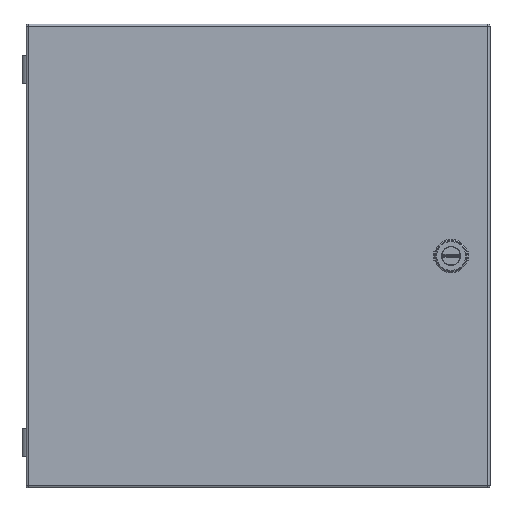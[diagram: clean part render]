
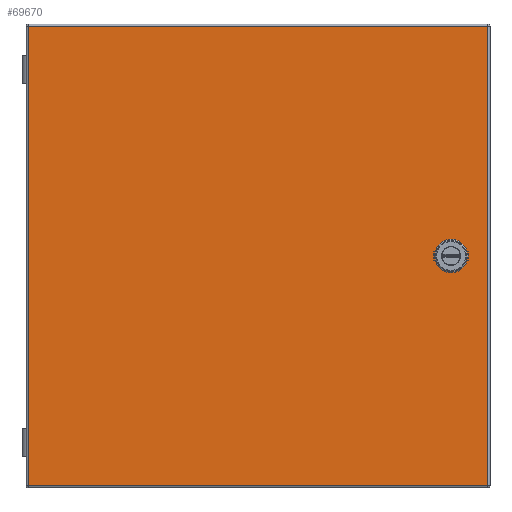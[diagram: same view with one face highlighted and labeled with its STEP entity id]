
A CAD part, top view. The second image highlights one B-rep face of the part: STEP entity #69670.
In plain terms, the highlighted planar face has unit normal (0, 0, 1).
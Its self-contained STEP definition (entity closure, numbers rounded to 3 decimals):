
#4636=FACE_BOUND('',#11974,.T.);
#5354=PLANE('',#74494);
#7783=FACE_OUTER_BOUND('',#11973,.T.);
#11973=EDGE_LOOP('',(#51917,#51918,#51919,#51920));
#11974=EDGE_LOOP('',(#51921,#51922,#51923,#51924,#51925,#51926,#51927,#51928,
#51929,#51930));
#16880=LINE('',#98947,#23688);
#16885=LINE('',#98961,#23693);
#16890=LINE('',#98970,#23698);
#16900=LINE('',#98999,#23708);
#16903=LINE('',#99006,#23711);
#16905=LINE('',#99012,#23713);
#16939=LINE('',#99148,#23747);
#16940=LINE('',#99150,#23748);
#16941=LINE('',#99152,#23749);
#16954=LINE('',#99186,#23762);
#23688=VECTOR('',#82029,0.394);
#23693=VECTOR('',#82042,0.394);
#23698=VECTOR('',#82049,0.394);
#23708=VECTOR('',#82073,0.394);
#23711=VECTOR('',#82082,0.394);
#23713=VECTOR('',#82090,0.394);
#23747=VECTOR('',#82232,0.394);
#23748=VECTOR('',#82235,0.394);
#23749=VECTOR('',#82238,0.394);
#23762=VECTOR('',#82277,0.394);
#29583=CIRCLE('',#74403,0.492);
#29588=CIRCLE('',#74412,0.443);
#29589=CIRCLE('',#74415,0.443);
#29590=CIRCLE('',#74418,0.443);
#31989=VERTEX_POINT('',#98945);
#31990=VERTEX_POINT('',#98946);
#31993=VERTEX_POINT('',#98954);
#31995=VERTEX_POINT('',#98960);
#31998=VERTEX_POINT('',#98968);
#32008=VERTEX_POINT('',#98992);
#32009=VERTEX_POINT('',#98994);
#32010=VERTEX_POINT('',#98998);
#32011=VERTEX_POINT('',#99004);
#32012=VERTEX_POINT('',#99008);
#32014=VERTEX_POINT('',#99015);
#32019=VERTEX_POINT('',#99028);
#32024=VERTEX_POINT('',#99041);
#32029=VERTEX_POINT('',#99054);
#39329=EDGE_CURVE('',#31989,#31990,#16880,.T.);
#39333=EDGE_CURVE('',#31993,#31989,#29583,.T.);
#39336=EDGE_CURVE('',#31995,#31993,#16885,.T.);
#39341=EDGE_CURVE('',#31990,#31998,#16890,.T.);
#39353=EDGE_CURVE('',#32009,#32008,#29588,.T.);
#39355=EDGE_CURVE('',#32010,#32009,#16900,.T.);
#39357=EDGE_CURVE('',#31998,#32010,#29589,.T.);
#39359=EDGE_CURVE('',#32008,#32011,#16903,.T.);
#39361=EDGE_CURVE('',#32011,#32012,#29590,.T.);
#39362=EDGE_CURVE('',#32012,#31995,#16905,.T.);
#39430=EDGE_CURVE('',#32014,#32029,#16939,.T.);
#39431=EDGE_CURVE('',#32029,#32024,#16940,.T.);
#39432=EDGE_CURVE('',#32024,#32019,#16941,.T.);
#39449=EDGE_CURVE('',#32019,#32014,#16954,.T.);
#51917=ORIENTED_EDGE('',*,*,#39449,.T.);
#51918=ORIENTED_EDGE('',*,*,#39430,.T.);
#51919=ORIENTED_EDGE('',*,*,#39431,.T.);
#51920=ORIENTED_EDGE('',*,*,#39432,.T.);
#51921=ORIENTED_EDGE('',*,*,#39329,.T.);
#51922=ORIENTED_EDGE('',*,*,#39341,.T.);
#51923=ORIENTED_EDGE('',*,*,#39357,.T.);
#51924=ORIENTED_EDGE('',*,*,#39355,.T.);
#51925=ORIENTED_EDGE('',*,*,#39353,.T.);
#51926=ORIENTED_EDGE('',*,*,#39359,.T.);
#51927=ORIENTED_EDGE('',*,*,#39361,.T.);
#51928=ORIENTED_EDGE('',*,*,#39362,.T.);
#51929=ORIENTED_EDGE('',*,*,#39336,.T.);
#51930=ORIENTED_EDGE('',*,*,#39333,.T.);
#69670=ADVANCED_FACE('',(#7783,#4636),#5354,.T.);
#74403=AXIS2_PLACEMENT_3D('',#98955,#82035,#82036);
#74412=AXIS2_PLACEMENT_3D('',#98995,#82068,#82069);
#74415=AXIS2_PLACEMENT_3D('',#99002,#82077,#82078);
#74418=AXIS2_PLACEMENT_3D('',#99010,#82086,#82087);
#74494=AXIS2_PLACEMENT_3D('',#99195,#82291,#82292);
#82029=DIRECTION('',(0.,-1.,0.));
#82035=DIRECTION('center_axis',(0.,0.,-1.));
#82036=DIRECTION('ref_axis',(1.,0.,0.));
#82042=DIRECTION('',(-1.,0.,0.));
#82049=DIRECTION('',(1.,0.,0.));
#82068=DIRECTION('center_axis',(0.,0.,-1.));
#82069=DIRECTION('ref_axis',(1.,0.,0.));
#82073=DIRECTION('',(0.,-1.,0.));
#82077=DIRECTION('center_axis',(0.,0.,-1.));
#82078=DIRECTION('ref_axis',(1.,0.,0.));
#82082=DIRECTION('',(-1.,0.,0.));
#82086=DIRECTION('center_axis',(0.,0.,-1.));
#82087=DIRECTION('ref_axis',(1.,0.,0.));
#82090=DIRECTION('',(0.,1.,0.));
#82232=DIRECTION('',(0.,1.,0.));
#82235=DIRECTION('',(-1.,0.,0.));
#82238=DIRECTION('',(0.,-1.,0.));
#82277=DIRECTION('',(1.,0.,0.));
#82291=DIRECTION('center_axis',(0.,0.,1.));
#82292=DIRECTION('ref_axis',(1.,0.,0.));
#98945=CARTESIAN_POINT('',(6.904,0.486,0.053));
#98946=CARTESIAN_POINT('',(6.904,0.396,0.053));
#98947=CARTESIAN_POINT('',(6.904,0.243,0.053));
#98954=CARTESIAN_POINT('',(6.339,-0.079,0.053));
#98955=CARTESIAN_POINT('Origin',(6.825,0.,0.053));
#98960=CARTESIAN_POINT('',(6.429,-0.079,0.053));
#98961=CARTESIAN_POINT('',(3.452,-0.079,0.053));
#98968=CARTESIAN_POINT('',(7.024,0.396,0.053));
#98970=CARTESIAN_POINT('',(3.313,0.396,0.053));
#98992=CARTESIAN_POINT('',(7.024,-0.396,0.053));
#98994=CARTESIAN_POINT('',(7.221,-0.199,0.053));
#98995=CARTESIAN_POINT('Origin',(6.825,0.,0.053));
#98998=CARTESIAN_POINT('',(7.221,0.199,0.053));
#98999=CARTESIAN_POINT('',(7.221,0.1,0.053));
#99002=CARTESIAN_POINT('Origin',(6.825,0.,0.053));
#99004=CARTESIAN_POINT('',(6.626,-0.396,0.053));
#99006=CARTESIAN_POINT('',(3.512,-0.396,0.053));
#99008=CARTESIAN_POINT('',(6.429,-0.199,0.053));
#99010=CARTESIAN_POINT('Origin',(6.825,0.,0.053));
#99012=CARTESIAN_POINT('',(6.429,-0.1,0.053));
#99015=CARTESIAN_POINT('',(8.116,-8.116,0.053));
#99028=CARTESIAN_POINT('',(-8.116,-8.116,0.053));
#99041=CARTESIAN_POINT('',(-8.116,8.116,0.053));
#99054=CARTESIAN_POINT('',(8.116,8.116,0.053));
#99148=CARTESIAN_POINT('',(8.116,4.1,0.053));
#99150=CARTESIAN_POINT('',(-4.058,8.116,0.053));
#99152=CARTESIAN_POINT('',(-8.116,-4.1,0.053));
#99186=CARTESIAN_POINT('',(4.058,-8.116,0.053));
#99195=CARTESIAN_POINT('Origin',(0.,0.,0.053));
